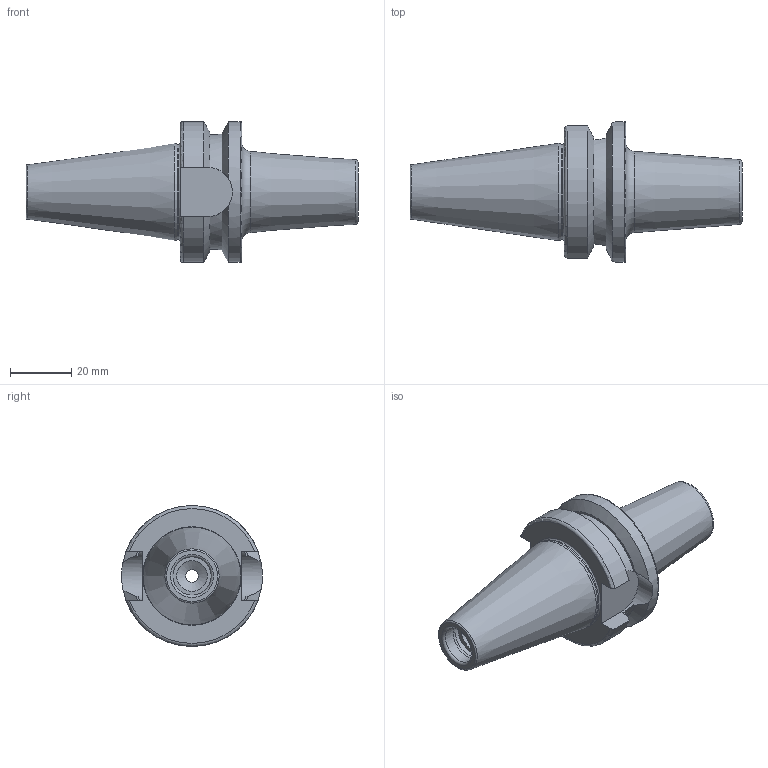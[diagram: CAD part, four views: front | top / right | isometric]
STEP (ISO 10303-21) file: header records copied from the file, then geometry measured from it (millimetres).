
FILE_DESCRIPTION(/* description */ (''),/* implementation_level */ '2;1');
FILE_NAME(/* name */ 'VG024_BT30-SFH6.35-2.36.stp',/* time_stamp */ '2024-11-05T10:17:08+09:00',/* author */ ('YSH'),/* organization */ (''),/* preprocessor_version */ 'ST-DEVELOPER v20',/* originating_system */ 'Autodesk Inventor 2025',/* authorisation */ '');
FILE_SCHEMA (('AUTOMOTIVE_DESIGN { 1 0 10303 214 3 1 1 }'));
Length unit declared in the file: millimetre
Products named in the file (1): LO-BT30-SFH6.35-2.36
Bounding box: 108.4 x 46 x 46 mm (x, y, z)
Volume: 63993.3 mm3; surface area: 15458.9 mm2
Topology: 1 solids, 1 shells, 49 faces, 121 edges, 79 vertices
Faces by surface type: plane 17, cylinder 14, torus 9, cone 9
Full cylindrical faces by diameter (mm): 4.134 x1, 6.35 x1, 6.75 x1, 10.106 x1, 12.5 x1, 13.1 x1, 31.2 x1, 46 x1
Entity records: 1586 total; most frequent: CARTESIAN_POINT 365, DIRECTION 257, ORIENTED_EDGE 242, EDGE_CURVE 121, AXIS2_PLACEMENT_3D 109, VERTEX_POINT 79, CIRCLE 59, EDGE_LOOP 56
